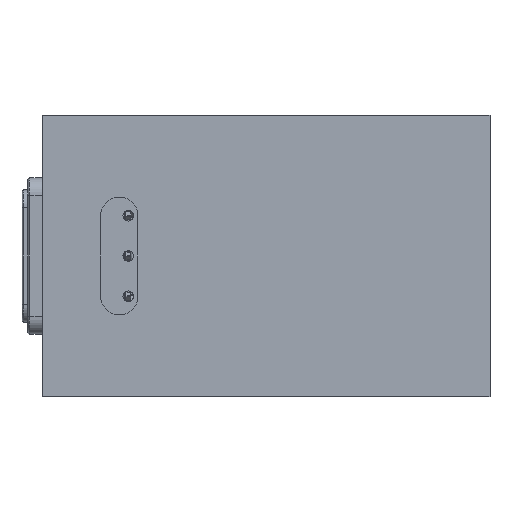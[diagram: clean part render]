
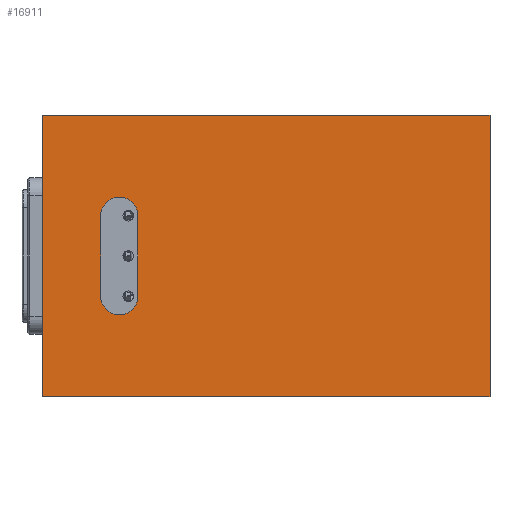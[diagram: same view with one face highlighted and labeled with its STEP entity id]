
A CAD part, front view. The second image highlights one B-rep face of the part: STEP entity #16911.
In plain terms, the highlighted planar face has unit normal (0, -1, 0).
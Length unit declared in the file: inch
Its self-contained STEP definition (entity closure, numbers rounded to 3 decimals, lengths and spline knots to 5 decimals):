
#156 = VERTEX_POINT ( 'NONE', #22658 ) ;
#553 = DIRECTION ( 'NONE',  ( 1., 0., 0. ) ) ;
#937 = ORIENTED_EDGE ( 'NONE', *, *, #2019, .F. ) ;
#1076 = VECTOR ( 'NONE', #6850, 39.37008 ) ;
#1294 = DIRECTION ( 'NONE',  ( 0., 0., 1. ) ) ;
#1458 = CIRCLE ( 'NONE', #14428, 0.125 ) ;
#1959 = LINE ( 'NONE', #9600, #17013 ) ;
#2019 = EDGE_CURVE ( 'NONE', #13705, #19780, #3580, .T. ) ;
#2467 = CARTESIAN_POINT ( 'NONE',  ( -1.5, -0.553, 0.945 ) ) ;
#2703 = ORIENTED_EDGE ( 'NONE', *, *, #10024, .F. ) ;
#3128 = CARTESIAN_POINT ( 'NONE',  ( -0.86, -0.553, 0.27 ) ) ;
#3186 = ORIENTED_EDGE ( 'NONE', *, *, #16696, .F. ) ;
#3382 = CARTESIAN_POINT ( 'NONE',  ( 1.5, -0.553, -0.945 ) ) ;
#3580 = LINE ( 'NONE', #3128, #1076 ) ;
#3685 = DIRECTION ( 'NONE',  ( 0., 0., -1. ) ) ;
#3916 = LINE ( 'NONE', #18940, #14187 ) ;
#4135 = CARTESIAN_POINT ( 'NONE',  ( -0.985, -0.553, 0.27 ) ) ;
#4283 = FACE_BOUND ( 'NONE', #6757, .T. ) ;
#4348 = CIRCLE ( 'NONE', #24062, 0.125 ) ;
#4427 = DIRECTION ( 'NONE',  ( 1., 0., 0. ) ) ;
#4626 = CARTESIAN_POINT ( 'NONE',  ( -1.5, -0.553, 0.945 ) ) ;
#4714 = EDGE_CURVE ( 'NONE', #22750, #16986, #4348, .T. ) ;
#5889 = ORIENTED_EDGE ( 'NONE', *, *, #4714, .F. ) ;
#5954 = VECTOR ( 'NONE', #553, 39.37008 ) ;
#5979 = DIRECTION ( 'NONE',  ( 0., 0., -1. ) ) ;
#6757 = EDGE_LOOP ( 'NONE', ( #11856, #937, #2703, #5889, #3186 ) ) ;
#6850 = DIRECTION ( 'NONE',  ( 0., 0., 1. ) ) ;
#7333 = LINE ( 'NONE', #3382, #8666 ) ;
#7660 = LINE ( 'NONE', #2467, #12776 ) ;
#7841 = DIRECTION ( 'NONE',  ( 0., -1., 0. ) ) ;
#7873 = FACE_OUTER_BOUND ( 'NONE', #8122, .T. ) ;
#8122 = EDGE_LOOP ( 'NONE', ( #18576, #22248, #16324, #11137 ) ) ;
#8273 = VERTEX_POINT ( 'NONE', #23068 ) ;
#8666 = VECTOR ( 'NONE', #1294, 39.37008 ) ;
#9246 = EDGE_CURVE ( 'NONE', #156, #15933, #7333, .T. ) ;
#9600 = CARTESIAN_POINT ( 'NONE',  ( -1.11, -0.553, 0.27 ) ) ;
#9968 = DIRECTION ( 'NONE',  ( 0., -1., 0. ) ) ;
#10024 = EDGE_CURVE ( 'NONE', #16986, #13705, #1458, .T. ) ;
#11036 = EDGE_CURVE ( 'NONE', #20130, #15933, #7660, .T. ) ;
#11137 = ORIENTED_EDGE ( 'NONE', *, *, #9246, .T. ) ;
#11506 = DIRECTION ( 'NONE',  ( 0., 0., -1. ) ) ;
#11566 = DIRECTION ( 'NONE',  ( 0., 0., 1. ) ) ;
#11856 = ORIENTED_EDGE ( 'NONE', *, *, #19995, .F. ) ;
#12257 = CARTESIAN_POINT ( 'NONE',  ( -0.985, -0.553, -0.27 ) ) ;
#12620 = VERTEX_POINT ( 'NONE', #18146 ) ;
#12776 = VECTOR ( 'NONE', #4427, 39.37008 ) ;
#12973 = DIRECTION ( 'NONE',  ( 0., -1., 0. ) ) ;
#13091 = CARTESIAN_POINT ( 'NONE',  ( 1.5, -0.553, 0.945 ) ) ;
#13529 = CARTESIAN_POINT ( 'NONE',  ( -1.5, -0.553, -0.945 ) ) ;
#13705 = VERTEX_POINT ( 'NONE', #14547 ) ;
#13767 = DIRECTION ( 'NONE',  ( 0., -1., 0. ) ) ;
#14025 = CARTESIAN_POINT ( 'NONE',  ( -0.86, -0.553, 0.27 ) ) ;
#14187 = VECTOR ( 'NONE', #11566, 39.37008 ) ;
#14272 = CARTESIAN_POINT ( 'NONE',  ( -0.985, -0.553, -0.395 ) ) ;
#14428 = AXIS2_PLACEMENT_3D ( 'NONE', #15879, #9968, #22921 ) ;
#14547 = CARTESIAN_POINT ( 'NONE',  ( -0.86, -0.553, -0.27 ) ) ;
#15082 = AXIS2_PLACEMENT_3D ( 'NONE', #13529, #13767, #19194 ) ;
#15763 = CARTESIAN_POINT ( 'NONE',  ( -1.11, -0.553, -0.27 ) ) ;
#15879 = CARTESIAN_POINT ( 'NONE',  ( -0.985, -0.553, -0.27 ) ) ;
#15933 = VERTEX_POINT ( 'NONE', #13091 ) ;
#16324 = ORIENTED_EDGE ( 'NONE', *, *, #21600, .T. ) ;
#16566 = CIRCLE ( 'NONE', #20886, 0.125 ) ;
#16696 = EDGE_CURVE ( 'NONE', #8273, #22750, #1959, .T. ) ;
#16911 = ADVANCED_FACE ( 'NONE', ( #4283, #7873 ), #22909, .T. ) ;
#16986 = VERTEX_POINT ( 'NONE', #14272 ) ;
#17013 = VECTOR ( 'NONE', #3685, 39.37008 ) ;
#18146 = CARTESIAN_POINT ( 'NONE',  ( -1.5, -0.553, -0.945 ) ) ;
#18576 = ORIENTED_EDGE ( 'NONE', *, *, #11036, .F. ) ;
#18940 = CARTESIAN_POINT ( 'NONE',  ( -1.5, -0.553, -0.945 ) ) ;
#19194 = DIRECTION ( 'NONE',  ( 0., 0., -1. ) ) ;
#19246 = LINE ( 'NONE', #21368, #5954 ) ;
#19780 = VERTEX_POINT ( 'NONE', #14025 ) ;
#19995 = EDGE_CURVE ( 'NONE', #19780, #8273, #16566, .T. ) ;
#20130 = VERTEX_POINT ( 'NONE', #4626 ) ;
#20791 = EDGE_CURVE ( 'NONE', #12620, #20130, #3916, .T. ) ;
#20886 = AXIS2_PLACEMENT_3D ( 'NONE', #4135, #7841, #5979 ) ;
#21368 = CARTESIAN_POINT ( 'NONE',  ( -1.5, -0.553, -0.945 ) ) ;
#21600 = EDGE_CURVE ( 'NONE', #12620, #156, #19246, .T. ) ;
#22248 = ORIENTED_EDGE ( 'NONE', *, *, #20791, .F. ) ;
#22658 = CARTESIAN_POINT ( 'NONE',  ( 1.5, -0.553, -0.945 ) ) ;
#22750 = VERTEX_POINT ( 'NONE', #15763 ) ;
#22909 = PLANE ( 'NONE',  #15082 ) ;
#22921 = DIRECTION ( 'NONE',  ( 0., 0., -1. ) ) ;
#23068 = CARTESIAN_POINT ( 'NONE',  ( -1.11, -0.553, 0.27 ) ) ;
#24062 = AXIS2_PLACEMENT_3D ( 'NONE', #12257, #12973, #11506 ) ;
